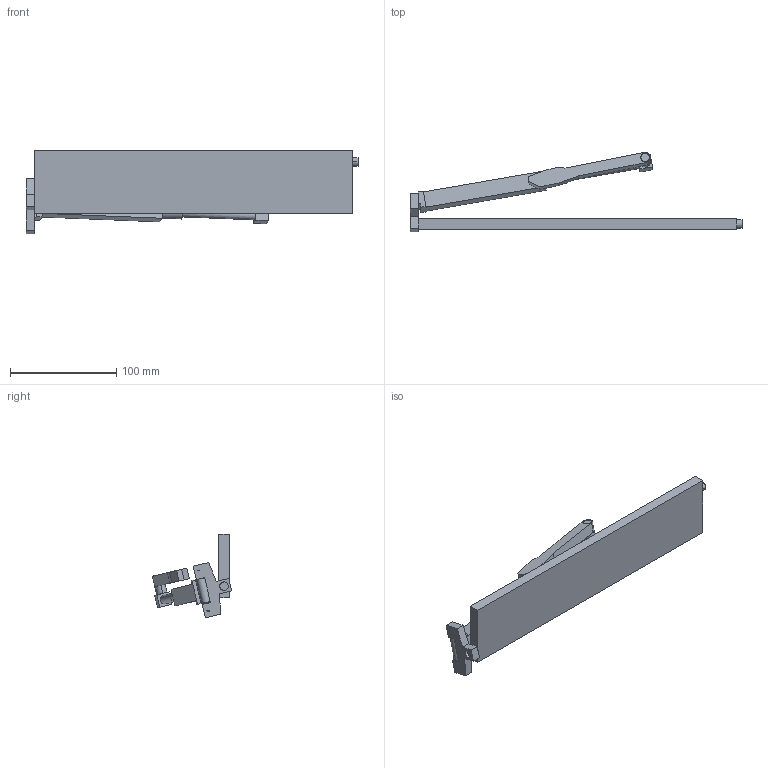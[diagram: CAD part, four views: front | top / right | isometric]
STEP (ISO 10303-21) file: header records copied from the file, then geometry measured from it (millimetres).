
FILE_DESCRIPTION (( 'STEP AP203' ), '1' );
FILE_NAME ('儂迮旋.STEP', '2025-06-13T12:13:19', ( '' ), ( '' ), 'SwSTEP 2.0', 'SolidWorks 2024', '' );
FILE_SCHEMA (( 'CONFIG_CONTROL_DESIGN' ));
Length unit declared in the file: millimetre
Products named in the file (6): 机械臂; 零件3; 零件2; 零件1; 零件4; 零件5
Assembly tree (5 placements, depth 2):
  机械臂
    零件2
    零件5
    零件3
    零件4
    零件1
Bounding box: 313 x 74.83 x 78.82 mm (x, y, z)
Volume: 228336.6 mm3; surface area: 68467.4 mm2
Topology: 5 solids, 5 shells, 92 faces, 210 edges, 140 vertices
Faces by surface type: plane 62, cylinder 30
Entity records: 3234 total; most frequent: DIRECTION 470, CARTESIAN_POINT 450, ORIENTED_EDGE 420, EDGE_CURVE 210, AXIS2_PLACEMENT_3D 160, VECTOR 150, LINE 150, VERTEX_POINT 140
